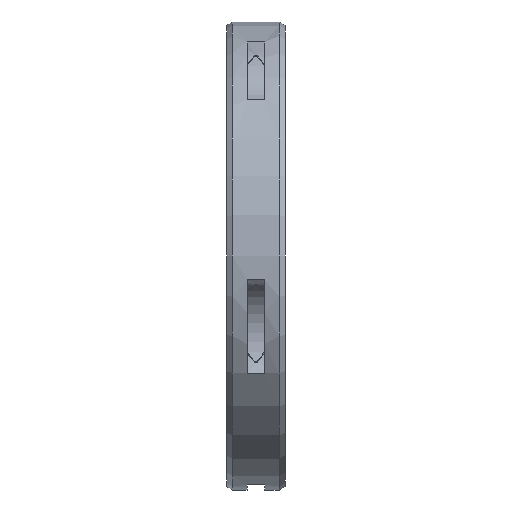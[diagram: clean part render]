
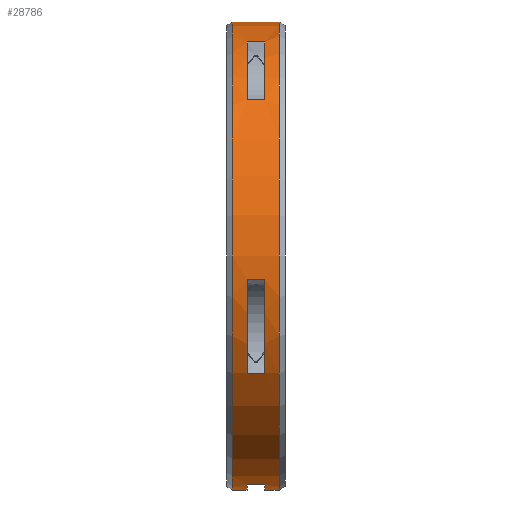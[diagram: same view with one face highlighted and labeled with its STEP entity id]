
A CAD part, left-side view. The second image highlights one B-rep face of the part: STEP entity #28786.
In plain terms, the highlighted cylindrical face has radius 40 mm (diameter 80 mm), a partial arc.
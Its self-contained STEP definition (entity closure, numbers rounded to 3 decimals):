
#27423=CARTESIAN_POINT('',(0.,-1.5,0.));
#27424=DIRECTION('',(0.,-1.,0.));
#27425=DIRECTION('',(-0.21,0.,-0.978));
#27426=AXIS2_PLACEMENT_3D('',#27423,#27424,#27425);
#27431=DIRECTION('',(0.,-1.,0.));
#27432=VECTOR('',#27431,3.);
#27433=CARTESIAN_POINT('',(-8.419,1.5,-39.104));
#27434=LINE('',#27433,#27432);
#27438=CARTESIAN_POINT('',(0.,1.5,0.));
#27439=DIRECTION('',(0.,-1.,0.));
#27440=DIRECTION('',(-0.21,0.,-0.978));
#27441=AXIS2_PLACEMENT_3D('',#27438,#27439,#27440);
#27446=DIRECTION('',(0.,1.,0.));
#27447=VECTOR('',#27446,2.5);
#27448=CARTESIAN_POINT('',(0.,1.5,-40.));
#27449=LINE('',#27448,#27447);
#27453=DIRECTION('',(0.,1.,0.));
#27454=VECTOR('',#27453,8.);
#27455=CARTESIAN_POINT('',(0.,-4.,40.));
#27456=LINE('',#27455,#27454);
#27460=CARTESIAN_POINT('',(0.,-4.,0.));
#27461=DIRECTION('',(0.,1.,0.));
#27462=DIRECTION('',(0.,0.,-1.));
#27463=AXIS2_PLACEMENT_3D('',#27460,#27461,#27462);
#27468=DIRECTION('',(0.,1.,0.));
#27469=VECTOR('',#27468,2.5);
#27470=CARTESIAN_POINT('',(0.,-4.,-40.));
#27471=LINE('',#27470,#27469);
#27475=CARTESIAN_POINT('',(0.,-1.5,0.));
#27476=DIRECTION('',(0.,-1.,0.));
#27477=DIRECTION('',(-0.404,0.,0.915));
#27478=AXIS2_PLACEMENT_3D('',#27475,#27476,#27477);
#27483=DIRECTION('',(0.,-1.,0.));
#27484=VECTOR('',#27483,3.);
#27485=CARTESIAN_POINT('',(-16.173,1.5,36.584));
#27486=LINE('',#27485,#27484);
#27490=CARTESIAN_POINT('',(0.,1.5,0.));
#27491=DIRECTION('',(0.,-1.,0.));
#27492=DIRECTION('',(-0.404,0.,0.915));
#27493=AXIS2_PLACEMENT_3D('',#27490,#27491,#27492);
#27498=DIRECTION('',(0.,-1.,0.));
#27499=VECTOR('',#27498,3.);
#27500=CARTESIAN_POINT('',(-29.796,1.5,26.687));
#27501=LINE('',#27500,#27499);
#27505=CARTESIAN_POINT('',(0.,-1.5,0.));
#27506=DIRECTION('',(0.,-1.,0.));
#27507=DIRECTION('',(-0.995,0.,-0.102));
#27508=AXIS2_PLACEMENT_3D('',#27505,#27506,#27507);
#27513=DIRECTION('',(0.,-1.,0.));
#27514=VECTOR('',#27513,3.);
#27515=CARTESIAN_POINT('',(-39.792,1.5,-4.077));
#27516=LINE('',#27515,#27514);
#27520=CARTESIAN_POINT('',(0.,1.5,0.));
#27521=DIRECTION('',(0.,-1.,0.));
#27522=DIRECTION('',(-0.995,0.,-0.102));
#27523=AXIS2_PLACEMENT_3D('',#27520,#27521,#27522);
#27528=DIRECTION('',(0.,-1.,0.));
#27529=VECTOR('',#27528,3.);
#27530=CARTESIAN_POINT('',(-34.588,1.5,-20.091));
#27531=LINE('',#27530,#27529);
#27849=CARTESIAN_POINT('',(0.,4.,0.));
#27850=DIRECTION('',(0.,1.,0.));
#27851=DIRECTION('',(0.,0.,-1.));
#27852=AXIS2_PLACEMENT_3D('',#27849,#27850,#27851);
#28072=CARTESIAN_POINT('',(0.,-4.,-40.));
#28074=VERTEX_POINT('',#28072);
#28075=CARTESIAN_POINT('',(0.,4.,-40.));
#28077=VERTEX_POINT('',#28075);
#28104=CARTESIAN_POINT('',(0.,-4.,40.));
#28106=VERTEX_POINT('',#28104);
#28107=CARTESIAN_POINT('',(0.,4.,40.));
#28108=VERTEX_POINT('',#28107);
#28121=CARTESIAN_POINT('',(0.,-1.5,-40.));
#28123=VERTEX_POINT('',#28121);
#28125=CARTESIAN_POINT('',(0.,1.5,-40.));
#28127=VERTEX_POINT('',#28125);
#28135=CARTESIAN_POINT('',(-8.419,-1.5,-39.104));
#28136=VERTEX_POINT('',#28135);
#28137=CARTESIAN_POINT('',(-8.419,1.5,-39.104));
#28138=VERTEX_POINT('',#28137);
#28191=CARTESIAN_POINT('',(-16.173,-1.5,36.584));
#28192=CARTESIAN_POINT('',(-29.796,-1.5,26.687));
#28193=VERTEX_POINT('',#28191);
#28194=VERTEX_POINT('',#28192);
#28195=CARTESIAN_POINT('',(-16.173,1.5,36.584));
#28196=CARTESIAN_POINT('',(-29.796,1.5,26.687));
#28197=VERTEX_POINT('',#28195);
#28198=VERTEX_POINT('',#28196);
#28211=CARTESIAN_POINT('',(-39.792,-1.5,-4.077));
#28212=CARTESIAN_POINT('',(-34.588,-1.5,-20.091));
#28213=VERTEX_POINT('',#28211);
#28214=VERTEX_POINT('',#28212);
#28215=CARTESIAN_POINT('',(-39.792,1.5,-4.077));
#28216=CARTESIAN_POINT('',(-34.588,1.5,-20.091));
#28217=VERTEX_POINT('',#28215);
#28218=VERTEX_POINT('',#28216);
#28750=CARTESIAN_POINT('',(0.,41.885,0.));
#28751=DIRECTION('',(0.,-1.,0.));
#28752=DIRECTION('',(0.,0.,1.));
#28753=AXIS2_PLACEMENT_3D('',#28750,#28751,#28752);
#28754=CYLINDRICAL_SURFACE('',#28753,40.);
#28755=ORIENTED_EDGE('',*,*,#28628,.F.);
#28757=ORIENTED_EDGE('',*,*,#28756,.F.);
#28759=ORIENTED_EDGE('',*,*,#28758,.T.);
#28760=ORIENTED_EDGE('',*,*,#28589,.T.);
#28762=ORIENTED_EDGE('',*,*,#28761,.T.);
#28763=ORIENTED_EDGE('',*,*,#28585,.F.);
#28765=ORIENTED_EDGE('',*,*,#28764,.F.);
#28766=ORIENTED_EDGE('',*,*,#28581,.T.);
#28767=EDGE_LOOP('',(#28755,#28757,#28759,#28760,#28762,#28763,#28765,#28766));
#28768=FACE_OUTER_BOUND('',#28767,.F.);
#28770=ORIENTED_EDGE('',*,*,#28769,.F.);
#28772=ORIENTED_EDGE('',*,*,#28771,.F.);
#28774=ORIENTED_EDGE('',*,*,#28773,.T.);
#28776=ORIENTED_EDGE('',*,*,#28775,.T.);
#28777=EDGE_LOOP('',(#28770,#28772,#28774,#28776));
#28778=FACE_BOUND('',#28777,.F.);
#28779=ORIENTED_EDGE('',*,*,#28688,.F.);
#28780=ORIENTED_EDGE('',*,*,#28736,.F.);
#28782=ORIENTED_EDGE('',*,*,#28781,.T.);
#28783=ORIENTED_EDGE('',*,*,#28710,.T.);
#28784=EDGE_LOOP('',(#28779,#28780,#28782,#28783));
#28785=FACE_BOUND('',#28784,.F.);
#27427=CIRCLE('',#27426,40.);
#27442=CIRCLE('',#27441,40.);
#27464=CIRCLE('',#27463,40.);
#27479=CIRCLE('',#27478,40.);
#27494=CIRCLE('',#27493,40.);
#27509=CIRCLE('',#27508,40.);
#27524=CIRCLE('',#27523,40.);
#27853=CIRCLE('',#27852,40.);
#28581=EDGE_CURVE('',#28074,#28123,#27471,.T.);
#28585=EDGE_CURVE('',#28106,#28108,#27456,.T.);
#28589=EDGE_CURVE('',#28127,#28077,#27449,.T.);
#28628=EDGE_CURVE('',#28136,#28123,#27427,.T.);
#28688=EDGE_CURVE('',#28213,#28214,#27509,.T.);
#28710=EDGE_CURVE('',#28218,#28214,#27531,.T.);
#28736=EDGE_CURVE('',#28217,#28213,#27516,.T.);
#28756=EDGE_CURVE('',#28138,#28136,#27434,.T.);
#28758=EDGE_CURVE('',#28138,#28127,#27442,.T.);
#28761=EDGE_CURVE('',#28077,#28108,#27853,.T.);
#28764=EDGE_CURVE('',#28074,#28106,#27464,.T.);
#28769=EDGE_CURVE('',#28193,#28194,#27479,.T.);
#28771=EDGE_CURVE('',#28197,#28193,#27486,.T.);
#28773=EDGE_CURVE('',#28197,#28198,#27494,.T.);
#28775=EDGE_CURVE('',#28198,#28194,#27501,.T.);
#28781=EDGE_CURVE('',#28217,#28218,#27524,.T.);
#28786=ADVANCED_FACE('',(#28768,#28778,#28785),#28754,.T.);
